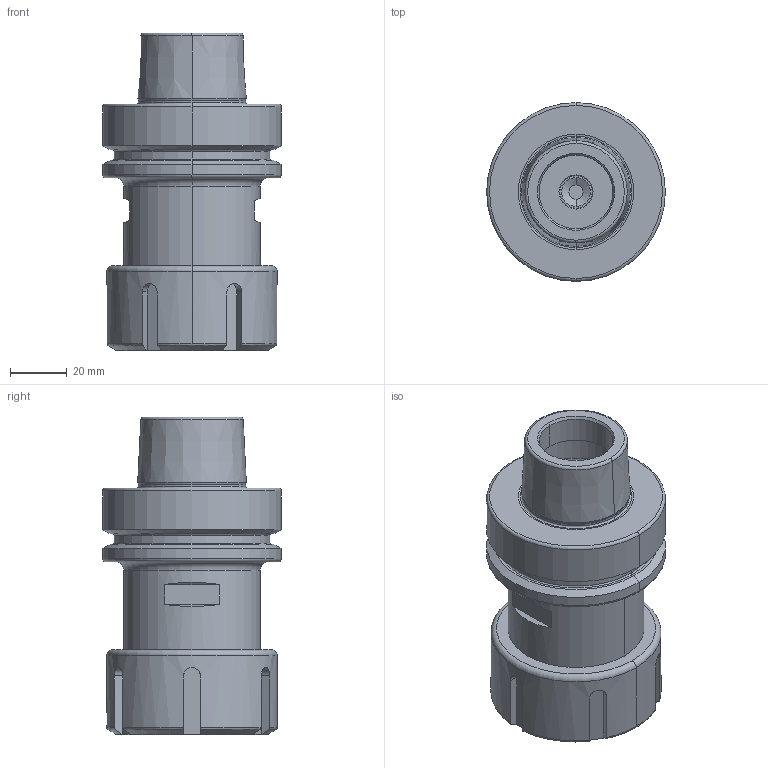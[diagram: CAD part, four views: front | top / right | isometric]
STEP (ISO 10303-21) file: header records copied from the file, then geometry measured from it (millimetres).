
FILE_DESCRIPTION((''),'2;1');
FILE_NAME('F63_01_25','2020-11-25T',('103090'),(''),'CREO PARAMETRIC BY PTC INC, 2016260','CREO PARAMETRIC BY PTC INC, 2016260','');
FILE_SCHEMA(('CONFIG_CONTROL_DESIGN'));
Length unit declared in the file: millimetre
Products named in the file (1): F63_01_25
Bounding box: 63 x 63 x 112 mm (x, y, z)
Volume: 165645.6 mm3; surface area: 41714.8 mm2
Topology: 1 solids, 1 shells, 187 faces, 425 edges, 258 vertices
Faces by surface type: torus 49, plane 48, cylinder 48, cone 42
Entity records: 5582 total; most frequent: CARTESIAN_POINT 1286, DIRECTION 962, ORIENTED_EDGE 850, EDGE_CURVE 425, AXIS2_PLACEMENT_3D 416, VERTEX_POINT 258, CIRCLE 226, EDGE_LOOP 205
